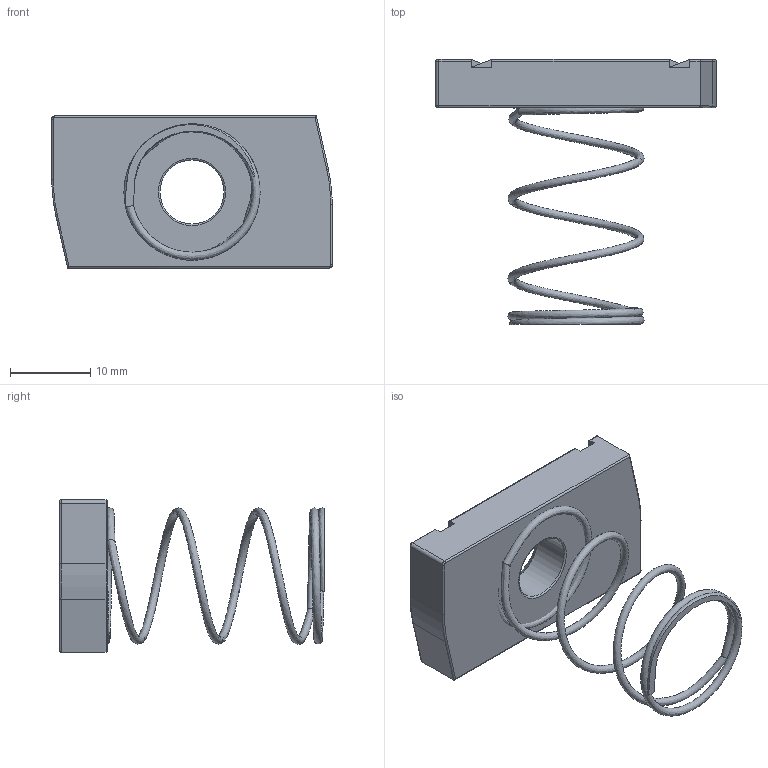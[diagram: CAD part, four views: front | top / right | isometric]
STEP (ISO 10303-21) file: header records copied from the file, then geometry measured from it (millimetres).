
FILE_DESCRIPTION(('FreeCAD Model'),'2;1');
FILE_NAME('Open CASCADE Shape Model','2025-04-30T19:25:58',('FreeCAD'),( 'FreeCAD'),'Open CASCADE STEP processor 7.6','FreeCAD','Unknown');
FILE_SCHEMA(('AUTOMOTIVE_DESIGN { 1 0 10303 214 1 1 1 1 }'));
Length unit declared in the file: millimetre
Products named in the file (1): Open CASCADE STEP translator 7.6 1
Bounding box: 35 x 33.06 x 19 mm (x, y, z)
Volume: 3685.8 mm3; surface area: 2912.2 mm2
Topology: 2 solids, 2 shells, 97 faces, 230 edges, 137 vertices
Faces by surface type: plane 63, cylinder 21, torus 9, bspline 3, cone 1
Full cylindrical faces by diameter (mm): 8 x1
Entity records: 3562 total; most frequent: CARTESIAN_POINT 1332, ORIENTED_EDGE 460, DIRECTION 455, EDGE_CURVE 230, LINE 167, VECTOR 167, AXIS2_PLACEMENT_3D 144, VERTEX_POINT 137
